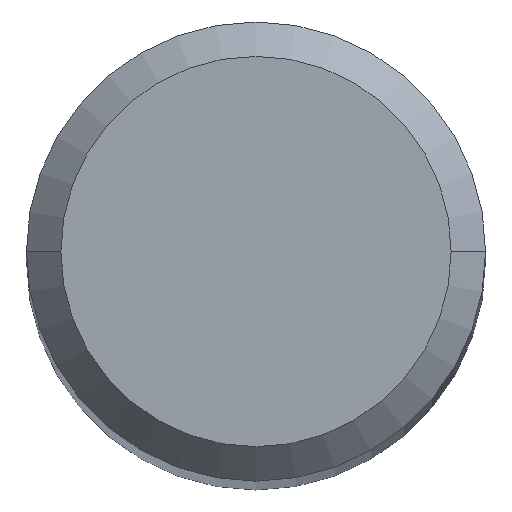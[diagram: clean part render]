
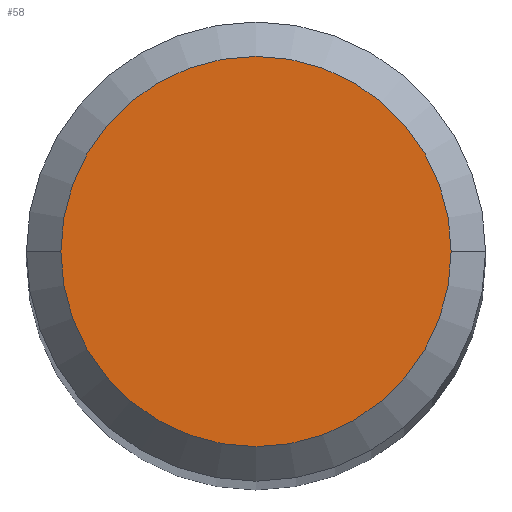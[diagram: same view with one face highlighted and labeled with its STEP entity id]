
A CAD part, top view. The second image highlights one B-rep face of the part: STEP entity #58.
In plain terms, the highlighted planar face has unit normal (0, 0, 1).
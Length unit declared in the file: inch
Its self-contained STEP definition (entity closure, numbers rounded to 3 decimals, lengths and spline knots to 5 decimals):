
#11 = DIRECTION ( 'NONE',  ( 0., 0., -1. ) ) ;
#19 = ORIENTED_EDGE ( 'NONE', *, *, #426, .T. ) ;
#56 = CARTESIAN_POINT ( 'NONE',  ( 0., 0., 0. ) ) ;
#58 = ADVANCED_FACE ( 'NONE', ( #390 ), #465, .F. ) ;
#71 = VERTEX_POINT ( 'NONE', #385 ) ;
#160 = EDGE_CURVE ( 'NONE', #71, #173, #213, .T. ) ;
#161 = DIRECTION ( 'NONE',  ( 1., 0., 0. ) ) ;
#169 = CARTESIAN_POINT ( 'NONE',  ( 0.05019, 0., 0. ) ) ;
#173 = VERTEX_POINT ( 'NONE', #169 ) ;
#213 = CIRCLE ( 'NONE', #375, 0.05019 ) ;
#244 = DIRECTION ( 'NONE',  ( -1., 0., 0. ) ) ;
#246 = CARTESIAN_POINT ( 'NONE',  ( 0., 0., 0. ) ) ;
#256 = DIRECTION ( 'NONE',  ( 0., 0., 1. ) ) ;
#300 = DIRECTION ( 'NONE',  ( 1., 0., 0. ) ) ;
#318 = CIRCLE ( 'NONE', #404, 0.05019 ) ;
#320 = DIRECTION ( 'NONE',  ( 0., 0., 1. ) ) ;
#344 = ORIENTED_EDGE ( 'NONE', *, *, #160, .T. ) ;
#375 = AXIS2_PLACEMENT_3D ( 'NONE', #56, #256, #300 ) ;
#385 = CARTESIAN_POINT ( 'NONE',  ( -0.05019, 0., 0. ) ) ;
#390 = FACE_OUTER_BOUND ( 'NONE', #456, .T. ) ;
#397 = AXIS2_PLACEMENT_3D ( 'NONE', #423, #11, #244 ) ;
#404 = AXIS2_PLACEMENT_3D ( 'NONE', #246, #320, #161 ) ;
#423 = CARTESIAN_POINT ( 'NONE',  ( 0., 0., 0. ) ) ;
#426 = EDGE_CURVE ( 'NONE', #173, #71, #318, .T. ) ;
#456 = EDGE_LOOP ( 'NONE', ( #344, #19 ) ) ;
#465 = PLANE ( 'NONE',  #397 ) ;
